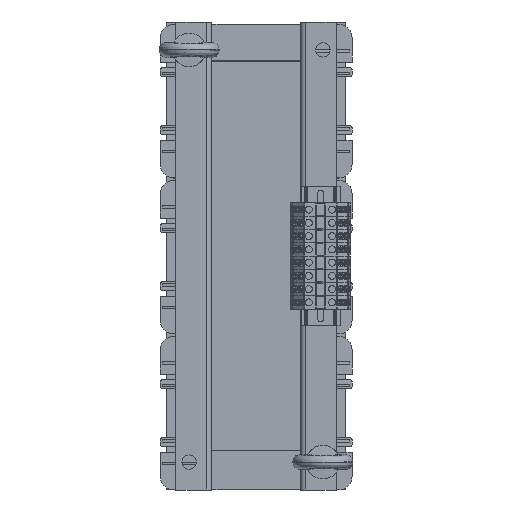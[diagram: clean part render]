
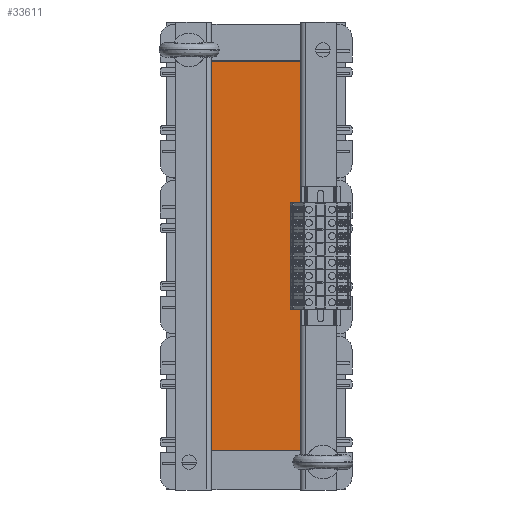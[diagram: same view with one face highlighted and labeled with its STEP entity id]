
A CAD part, left-side view. The second image highlights one B-rep face of the part: STEP entity #33611.
In plain terms, the highlighted planar face has unit normal (-1, 0, 0).
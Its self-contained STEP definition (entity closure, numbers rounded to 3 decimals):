
#4100=FACE_OUTER_BOUND('',#5936,.T.);
#5936=EDGE_LOOP('',(#22787,#22788,#22789,#22790));
#7891=LINE('',#48783,#11298);
#7899=LINE('',#48798,#11306);
#7900=LINE('',#48800,#11307);
#7901=LINE('',#48801,#11308);
#11298=VECTOR('',#39054,10.);
#11306=VECTOR('',#39066,10.);
#11307=VECTOR('',#39069,10.);
#11308=VECTOR('',#39070,10.);
#14703=VERTEX_POINT('',#48780);
#14704=VERTEX_POINT('',#48782);
#14708=VERTEX_POINT('',#48794);
#14709=VERTEX_POINT('',#48796);
#17855=EDGE_CURVE('',#14703,#14704,#7891,.T.);
#17863=EDGE_CURVE('',#14708,#14709,#7899,.T.);
#17864=EDGE_CURVE('',#14703,#14708,#7900,.T.);
#17865=EDGE_CURVE('',#14704,#14709,#7901,.T.);
#22787=ORIENTED_EDGE('',*,*,#17864,.T.);
#22788=ORIENTED_EDGE('',*,*,#17863,.T.);
#22789=ORIENTED_EDGE('',*,*,#17865,.F.);
#22790=ORIENTED_EDGE('',*,*,#17855,.F.);
#32544=PLANE('',#35836);
#33611=ADVANCED_FACE('',(#4100),#32544,.T.);
#35836=AXIS2_PLACEMENT_3D('',#48799,#39067,#39068);
#39054=DIRECTION('',(0.,1.,0.));
#39066=DIRECTION('',(0.,1.,0.));
#39067=DIRECTION('center_axis',(-1.,0.,0.));
#39068=DIRECTION('ref_axis',(0.,0.,1.));
#39069=DIRECTION('',(0.,0.,1.));
#39070=DIRECTION('',(0.,0.,1.));
#48780=CARTESIAN_POINT('',(-350.,0.,0.));
#48782=CARTESIAN_POINT('',(-350.,80.,0.));
#48783=CARTESIAN_POINT('',(-350.,0.,0.));
#48794=CARTESIAN_POINT('',(-350.,0.,350.));
#48796=CARTESIAN_POINT('',(-350.,80.,350.));
#48798=CARTESIAN_POINT('',(-350.,0.,350.));
#48799=CARTESIAN_POINT('Origin',(-350.,0.,0.));
#48800=CARTESIAN_POINT('',(-350.,0.,0.));
#48801=CARTESIAN_POINT('',(-350.,80.,0.));
